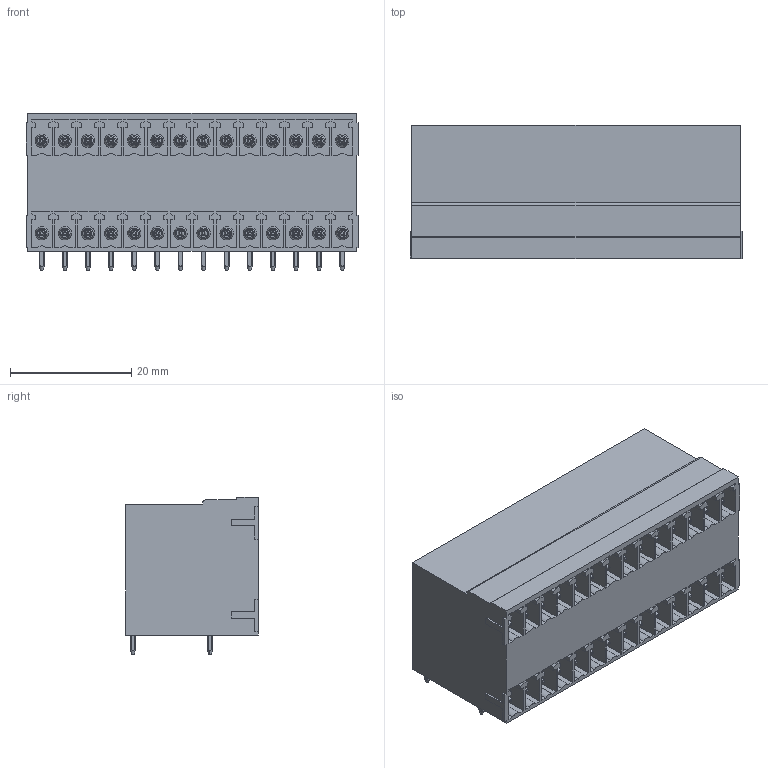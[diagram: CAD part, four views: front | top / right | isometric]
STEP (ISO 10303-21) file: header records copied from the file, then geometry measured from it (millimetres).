
FILE_DESCRIPTION(('CATIA V5 STEP Exchange','CAx-IF Rec.Pracs.--- Model Styling and Organization---1.2---2011-12-15'),'2;1');
FILE_NAME ('D1460829_0_1973850000_1973850000.stp','2018-10-05T05:01:10+00:00',('none'),('Weidmueller'),'CATIA Version 5-6 Release 2014','CATIA V5 STEP AP214','none');
FILE_SCHEMA(('AUTOMOTIVE_DESIGN { 1 0 10303 214 1 1 1 1 }'));
Products named in the file (1): 1973850000
Bounding box: 54.73 x 21.9 x 25.9 mm (x, y, z)
Volume: 22698.5 mm3; surface area: 13645.4 mm2
Topology: 29 solids, 29 shells, 1836 faces, 5026 edges, 3304 vertices
Faces by surface type: plane 1190, cylinder 422, cone 168, torus 56
Entity records: 55871 total; most frequent: CARTESIAN_POINT 15321, ORIENTED_EDGE 10052, DIRECTION 5645, EDGE_CURVE 5026, VECTOR 3507, LINE 3507, VERTEX_POINT 3304, EDGE_LOOP 1948
